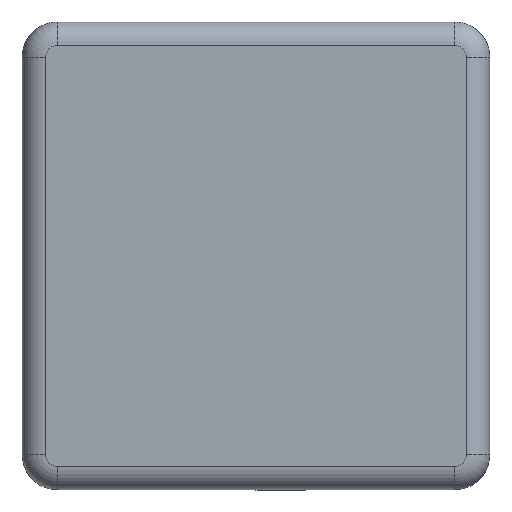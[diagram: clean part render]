
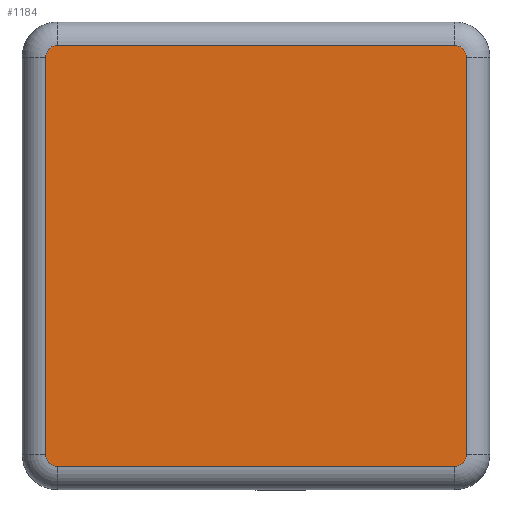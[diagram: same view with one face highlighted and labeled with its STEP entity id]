
A CAD part, top view. The second image highlights one B-rep face of the part: STEP entity #1184.
In plain terms, the highlighted planar face has unit normal (0, 0, 1).
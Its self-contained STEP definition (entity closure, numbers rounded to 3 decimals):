
#2 = DIRECTION ( 'NONE',  ( 1., 0., 0. ) ) ;
#9 = LINE ( 'NONE', #1779, #1777 ) ;
#29 = CARTESIAN_POINT ( 'NONE',  ( 9., 8.5, 4. ) ) ;
#153 = ORIENTED_EDGE ( 'NONE', *, *, #2285, .T. ) ;
#194 = VERTEX_POINT ( 'NONE', #973 ) ;
#221 = EDGE_LOOP ( 'NONE', ( #1078, #1343, #2236, #881, #1767, #1264, #2579, #153 ) ) ;
#222 = CIRCLE ( 'NONE', #1189, 0.5 ) ;
#255 = VERTEX_POINT ( 'NONE', #29 ) ;
#266 = EDGE_CURVE ( 'NONE', #1068, #1650, #1474, .T. ) ;
#296 = LINE ( 'NONE', #1461, #2344 ) ;
#303 = DIRECTION ( 'NONE',  ( 1., 0., 0. ) ) ;
#421 = CARTESIAN_POINT ( 'NONE',  ( -8.5, 9., 4. ) ) ;
#446 = AXIS2_PLACEMENT_3D ( 'NONE', #1989, #1419, #2576 ) ;
#584 = DIRECTION ( 'NONE',  ( 1., 0., 0. ) ) ;
#599 = DIRECTION ( 'NONE',  ( 0., 0., 1. ) ) ;
#690 = DIRECTION ( 'NONE',  ( 0., 1., 0. ) ) ;
#708 = EDGE_CURVE ( 'NONE', #2335, #2136, #1288, .T. ) ;
#717 = CARTESIAN_POINT ( 'NONE',  ( 9., -8.5, 4. ) ) ;
#806 = DIRECTION ( 'NONE',  ( 0., -1., 0. ) ) ;
#843 = DIRECTION ( 'NONE',  ( -1., 0., 0. ) ) ;
#881 = ORIENTED_EDGE ( 'NONE', *, *, #1146, .T. ) ;
#885 = VECTOR ( 'NONE', #2313, 1000. ) ;
#911 = CARTESIAN_POINT ( 'NONE',  ( 8.5, -9., 4. ) ) ;
#933 = LINE ( 'NONE', #1729, #885 ) ;
#973 = CARTESIAN_POINT ( 'NONE',  ( -9., -8.5, 4. ) ) ;
#990 = CARTESIAN_POINT ( 'NONE',  ( 8.5, 9., 4. ) ) ;
#999 = CARTESIAN_POINT ( 'NONE',  ( -8.5, 8.5, 4. ) ) ;
#1068 = VERTEX_POINT ( 'NONE', #1317 ) ;
#1078 = ORIENTED_EDGE ( 'NONE', *, *, #1766, .T. ) ;
#1104 = CARTESIAN_POINT ( 'NONE',  ( 8.5, 8.5, 4. ) ) ;
#1146 = EDGE_CURVE ( 'NONE', #1650, #194, #9, .T. ) ;
#1184 = ADVANCED_FACE ( 'NONE', ( #2362 ), #2149, .T. ) ;
#1189 = AXIS2_PLACEMENT_3D ( 'NONE', #1104, #2098, #2085 ) ;
#1246 = CARTESIAN_POINT ( 'NONE',  ( -9., 8.5, 4. ) ) ;
#1264 = ORIENTED_EDGE ( 'NONE', *, *, #1784, .T. ) ;
#1288 = CIRCLE ( 'NONE', #446, 0.5 ) ;
#1317 = CARTESIAN_POINT ( 'NONE',  ( -8.5, 9., 4. ) ) ;
#1343 = ORIENTED_EDGE ( 'NONE', *, *, #1576, .T. ) ;
#1396 = AXIS2_PLACEMENT_3D ( 'NONE', #1520, #1897, #303 ) ;
#1406 = AXIS2_PLACEMENT_3D ( 'NONE', #1985, #599, #584 ) ;
#1419 = DIRECTION ( 'NONE',  ( 0., 0., 1. ) ) ;
#1461 = CARTESIAN_POINT ( 'NONE',  ( 9., 8.5, 4. ) ) ;
#1474 = CIRCLE ( 'NONE', #1608, 0.5 ) ;
#1520 = CARTESIAN_POINT ( 'NONE',  ( -8.5, -8.5, 4. ) ) ;
#1576 = EDGE_CURVE ( 'NONE', #2428, #1068, #1644, .T. ) ;
#1608 = AXIS2_PLACEMENT_3D ( 'NONE', #999, #1800, #2 ) ;
#1644 = LINE ( 'NONE', #421, #2179 ) ;
#1650 = VERTEX_POINT ( 'NONE', #1246 ) ;
#1729 = CARTESIAN_POINT ( 'NONE',  ( 8.5, -9., 4. ) ) ;
#1746 = EDGE_CURVE ( 'NONE', #194, #2065, #2132, .T. ) ;
#1766 = EDGE_CURVE ( 'NONE', #255, #2428, #222, .T. ) ;
#1767 = ORIENTED_EDGE ( 'NONE', *, *, #1746, .T. ) ;
#1777 = VECTOR ( 'NONE', #806, 1000. ) ;
#1779 = CARTESIAN_POINT ( 'NONE',  ( -9., -8.5, 4. ) ) ;
#1784 = EDGE_CURVE ( 'NONE', #2065, #2335, #933, .T. ) ;
#1800 = DIRECTION ( 'NONE',  ( 0., 0., 1. ) ) ;
#1897 = DIRECTION ( 'NONE',  ( 0., 0., 1. ) ) ;
#1985 = CARTESIAN_POINT ( 'NONE',  ( -8.5, 8.5, 4. ) ) ;
#1989 = CARTESIAN_POINT ( 'NONE',  ( 8.5, -8.5, 4. ) ) ;
#2065 = VERTEX_POINT ( 'NONE', #2243 ) ;
#2085 = DIRECTION ( 'NONE',  ( 1., 0., 0. ) ) ;
#2098 = DIRECTION ( 'NONE',  ( 0., 0., 1. ) ) ;
#2132 = CIRCLE ( 'NONE', #1396, 0.5 ) ;
#2136 = VERTEX_POINT ( 'NONE', #717 ) ;
#2149 = PLANE ( 'NONE',  #1406 ) ;
#2179 = VECTOR ( 'NONE', #843, 1000. ) ;
#2236 = ORIENTED_EDGE ( 'NONE', *, *, #266, .T. ) ;
#2243 = CARTESIAN_POINT ( 'NONE',  ( -8.5, -9., 4. ) ) ;
#2285 = EDGE_CURVE ( 'NONE', #2136, #255, #296, .T. ) ;
#2313 = DIRECTION ( 'NONE',  ( 1., 0., 0. ) ) ;
#2335 = VERTEX_POINT ( 'NONE', #911 ) ;
#2344 = VECTOR ( 'NONE', #690, 1000. ) ;
#2362 = FACE_OUTER_BOUND ( 'NONE', #221, .T. ) ;
#2428 = VERTEX_POINT ( 'NONE', #990 ) ;
#2576 = DIRECTION ( 'NONE',  ( 1., 0., 0. ) ) ;
#2579 = ORIENTED_EDGE ( 'NONE', *, *, #708, .T. ) ;
